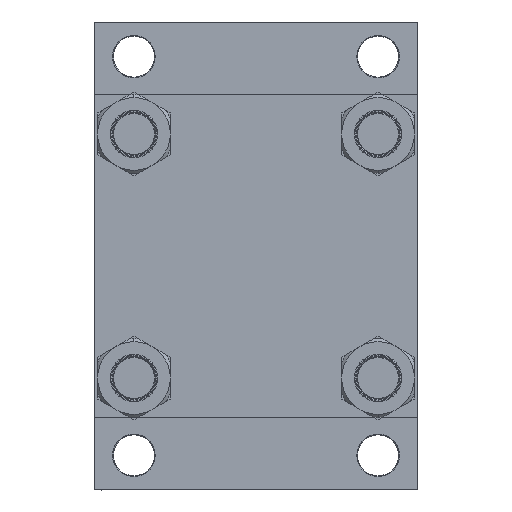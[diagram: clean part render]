
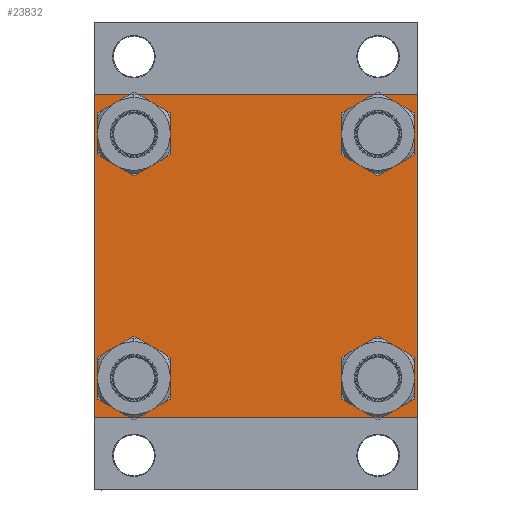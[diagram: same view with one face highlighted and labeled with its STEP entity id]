
A CAD part, left-side view. The second image highlights one B-rep face of the part: STEP entity #23832.
In plain terms, the highlighted planar face has unit normal (-1, 0, 0).
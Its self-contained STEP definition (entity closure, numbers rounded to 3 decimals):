
#296 = EDGE_CURVE ( 'NONE', #19218, #20674, #4066, .T. ) ;
#441 = CARTESIAN_POINT ( 'NONE',  ( 0., -102.25, 102.25 ) ) ;
#546 = CARTESIAN_POINT ( 'NONE',  ( 0., 77.45, -63.45 ) ) ;
#746 = CARTESIAN_POINT ( 'NONE',  ( 0., 102.5, -102. ) ) ;
#1749 = DIRECTION ( 'NONE',  ( 1., 0., 0. ) ) ;
#1784 = CARTESIAN_POINT ( 'NONE',  ( 0., 102.25, -102.25 ) ) ;
#2483 = LINE ( 'NONE', #6105, #26832 ) ;
#2991 = CARTESIAN_POINT ( 'NONE',  ( 0., 102.5, 102. ) ) ;
#4027 = ORIENTED_EDGE ( 'NONE', *, *, #12764, .T. ) ;
#4066 = LINE ( 'NONE', #441, #16662 ) ;
#4141 = DIRECTION ( 'NONE',  ( 0., -1., 0. ) ) ;
#4261 = EDGE_CURVE ( 'NONE', #19218, #26229, #2483, .T. ) ;
#4410 = VECTOR ( 'NONE', #31735, 1000. ) ;
#4812 = ORIENTED_EDGE ( 'NONE', *, *, #41942, .T. ) ;
#5131 = DIRECTION ( 'NONE',  ( 0., 0., 1. ) ) ;
#5381 = CIRCLE ( 'NONE', #22339, 14. ) ;
#5723 = CARTESIAN_POINT ( 'NONE',  ( 0., -77.45, 91.45 ) ) ;
#6083 = CARTESIAN_POINT ( 'NONE',  ( 0., -77.45, -77.45 ) ) ;
#6095 = FACE_BOUND ( 'NONE', #44440, .T. ) ;
#6101 = DIRECTION ( 'NONE',  ( 0., 0., 1. ) ) ;
#6105 = CARTESIAN_POINT ( 'NONE',  ( 0., -102.5, 102.5 ) ) ;
#6165 = CARTESIAN_POINT ( 'NONE',  ( 0., -77.45, 77.45 ) ) ;
#6261 = ORIENTED_EDGE ( 'NONE', *, *, #38843, .T. ) ;
#7863 = CARTESIAN_POINT ( 'NONE',  ( 0., -102.25, -102.25 ) ) ;
#8078 = DIRECTION ( 'NONE',  ( 1., 0., 0. ) ) ;
#8099 = CIRCLE ( 'NONE', #35139, 14. ) ;
#8927 = EDGE_LOOP ( 'NONE', ( #27018, #27350 ) ) ;
#9083 = DIRECTION ( 'NONE',  ( 1., 0., 0. ) ) ;
#10430 = FACE_OUTER_BOUND ( 'NONE', #16447, .T. ) ;
#10522 = CIRCLE ( 'NONE', #37545, 14. ) ;
#11029 = DIRECTION ( 'NONE',  ( 0., 0., 1. ) ) ;
#11391 = ORIENTED_EDGE ( 'NONE', *, *, #38580, .T. ) ;
#11627 = CARTESIAN_POINT ( 'NONE',  ( 0., 77.45, 63.45 ) ) ;
#11644 = LINE ( 'NONE', #30491, #21272 ) ;
#11682 = CARTESIAN_POINT ( 'NONE',  ( 0., 102.5, 102.5 ) ) ;
#12138 = EDGE_CURVE ( 'NONE', #19482, #20674, #44815, .T. ) ;
#12764 = EDGE_CURVE ( 'NONE', #36615, #26229, #26253, .T. ) ;
#13115 = AXIS2_PLACEMENT_3D ( 'NONE', #27833, #41618, #27588 ) ;
#13529 = CARTESIAN_POINT ( 'NONE',  ( 0., -77.45, -63.45 ) ) ;
#13693 = ORIENTED_EDGE ( 'NONE', *, *, #24909, .T. ) ;
#14062 = FACE_BOUND ( 'NONE', #31460, .T. ) ;
#14133 = EDGE_LOOP ( 'NONE', ( #11391, #46510 ) ) ;
#14777 = DIRECTION ( 'NONE',  ( 0., 0.707, -0.707 ) ) ;
#15218 = CARTESIAN_POINT ( 'NONE',  ( 0., 102., 102.5 ) ) ;
#16026 = VERTEX_POINT ( 'NONE', #27327 ) ;
#16202 = ORIENTED_EDGE ( 'NONE', *, *, #12138, .F. ) ;
#16290 = ORIENTED_EDGE ( 'NONE', *, *, #296, .T. ) ;
#16447 = EDGE_LOOP ( 'NONE', ( #31774, #20684, #13693, #4027, #22564, #16290, #16202, #4812 ) ) ;
#16662 = VECTOR ( 'NONE', #26317, 1000. ) ;
#16964 = FACE_BOUND ( 'NONE', #8927, .T. ) ;
#18039 = EDGE_CURVE ( 'NONE', #19909, #30648, #41940, .T. ) ;
#18505 = VECTOR ( 'NONE', #14777, 1000. ) ;
#19019 = VERTEX_POINT ( 'NONE', #2991 ) ;
#19138 = AXIS2_PLACEMENT_3D ( 'NONE', #47347, #29921, #44187 ) ;
#19218 = VERTEX_POINT ( 'NONE', #45758 ) ;
#19482 = VERTEX_POINT ( 'NONE', #15218 ) ;
#19673 = DIRECTION ( 'NONE',  ( 0., 0., 1. ) ) ;
#19909 = VERTEX_POINT ( 'NONE', #546 ) ;
#20483 = VERTEX_POINT ( 'NONE', #5723 ) ;
#20674 = VERTEX_POINT ( 'NONE', #47078 ) ;
#20684 = ORIENTED_EDGE ( 'NONE', *, *, #34683, .T. ) ;
#20834 = CARTESIAN_POINT ( 'NONE',  ( 0., 0., 0. ) ) ;
#21060 = AXIS2_PLACEMENT_3D ( 'NONE', #46047, #8078, #19673 ) ;
#21272 = VECTOR ( 'NONE', #4141, 1000. ) ;
#21306 = CARTESIAN_POINT ( 'NONE',  ( 0., 77.45, 77.45 ) ) ;
#21648 = CIRCLE ( 'NONE', #34026, 14. ) ;
#22339 = AXIS2_PLACEMENT_3D ( 'NONE', #21306, #31975, #6101 ) ;
#22372 = CIRCLE ( 'NONE', #13115, 14. ) ;
#22564 = ORIENTED_EDGE ( 'NONE', *, *, #4261, .F. ) ;
#23318 = EDGE_CURVE ( 'NONE', #44432, #24136, #32065, .T. ) ;
#23514 = CARTESIAN_POINT ( 'NONE',  ( 0., -77.45, 63.45 ) ) ;
#23832 = ADVANCED_FACE ( 'NONE', ( #16964, #6095, #14062, #29058, #10430 ), #24700, .T. ) ;
#24136 = VERTEX_POINT ( 'NONE', #40309 ) ;
#24353 = EDGE_CURVE ( 'NONE', #20483, #24669, #8099, .T. ) ;
#24367 = ORIENTED_EDGE ( 'NONE', *, *, #44439, .T. ) ;
#24554 = VECTOR ( 'NONE', #43363, 1000. ) ;
#24669 = VERTEX_POINT ( 'NONE', #23514 ) ;
#24700 = PLANE ( 'NONE',  #27412 ) ;
#24909 = EDGE_CURVE ( 'NONE', #16026, #36615, #11644, .T. ) ;
#25659 = CARTESIAN_POINT ( 'NONE',  ( 0., 102.25, 102.25 ) ) ;
#26229 = VERTEX_POINT ( 'NONE', #37528 ) ;
#26253 = LINE ( 'NONE', #7863, #37805 ) ;
#26317 = DIRECTION ( 'NONE',  ( 0., 0.707, 0.707 ) ) ;
#26832 = VECTOR ( 'NONE', #46738, 1000. ) ;
#27018 = ORIENTED_EDGE ( 'NONE', *, *, #24353, .T. ) ;
#27092 = DIRECTION ( 'NONE',  ( 0., 0., 1. ) ) ;
#27115 = EDGE_CURVE ( 'NONE', #41140, #28607, #10522, .T. ) ;
#27327 = CARTESIAN_POINT ( 'NONE',  ( 0., 102., -102.5 ) ) ;
#27350 = ORIENTED_EDGE ( 'NONE', *, *, #35062, .T. ) ;
#27412 = AXIS2_PLACEMENT_3D ( 'NONE', #20834, #31969, #32452 ) ;
#27588 = DIRECTION ( 'NONE',  ( 0., 0., 1. ) ) ;
#27833 = CARTESIAN_POINT ( 'NONE',  ( 0., -77.45, -77.45 ) ) ;
#27877 = LINE ( 'NONE', #39928, #4410 ) ;
#28607 = VERTEX_POINT ( 'NONE', #30662 ) ;
#29058 = FACE_BOUND ( 'NONE', #14133, .T. ) ;
#29181 = CARTESIAN_POINT ( 'NONE',  ( 0., 77.45, 77.45 ) ) ;
#29921 = DIRECTION ( 'NONE',  ( 1., 0., 0. ) ) ;
#30491 = CARTESIAN_POINT ( 'NONE',  ( 0., 102.5, -102.5 ) ) ;
#30648 = VERTEX_POINT ( 'NONE', #31288 ) ;
#30662 = CARTESIAN_POINT ( 'NONE',  ( 0., -77.45, -91.45 ) ) ;
#31288 = CARTESIAN_POINT ( 'NONE',  ( 0., 77.45, -91.45 ) ) ;
#31460 = EDGE_LOOP ( 'NONE', ( #46458, #24367 ) ) ;
#31735 = DIRECTION ( 'NONE',  ( 0., 0., -1. ) ) ;
#31774 = ORIENTED_EDGE ( 'NONE', *, *, #33284, .T. ) ;
#31969 = DIRECTION ( 'NONE',  ( -1., 0., 0. ) ) ;
#31975 = DIRECTION ( 'NONE',  ( 1., 0., 0. ) ) ;
#32065 = CIRCLE ( 'NONE', #36679, 14. ) ;
#32452 = DIRECTION ( 'NONE',  ( 0., 0., 1. ) ) ;
#33284 = EDGE_CURVE ( 'NONE', #19019, #37958, #27877, .T. ) ;
#34026 = AXIS2_PLACEMENT_3D ( 'NONE', #40891, #45226, #27092 ) ;
#34683 = EDGE_CURVE ( 'NONE', #37958, #16026, #34915, .T. ) ;
#34915 = LINE ( 'NONE', #1784, #24554 ) ;
#35062 = EDGE_CURVE ( 'NONE', #24669, #20483, #40004, .T. ) ;
#35139 = AXIS2_PLACEMENT_3D ( 'NONE', #6165, #9083, #35657 ) ;
#35657 = DIRECTION ( 'NONE',  ( 0., 0., 1. ) ) ;
#36615 = VERTEX_POINT ( 'NONE', #42787 ) ;
#36679 = AXIS2_PLACEMENT_3D ( 'NONE', #29181, #39588, #11029 ) ;
#37257 = LINE ( 'NONE', #25659, #18505 ) ;
#37528 = CARTESIAN_POINT ( 'NONE',  ( 0., -102.5, -102. ) ) ;
#37545 = AXIS2_PLACEMENT_3D ( 'NONE', #6083, #1749, #5131 ) ;
#37805 = VECTOR ( 'NONE', #40525, 1000. ) ;
#37958 = VERTEX_POINT ( 'NONE', #746 ) ;
#38580 = EDGE_CURVE ( 'NONE', #24136, #44432, #5381, .T. ) ;
#38843 = EDGE_CURVE ( 'NONE', #28607, #41140, #22372, .T. ) ;
#39588 = DIRECTION ( 'NONE',  ( 1., 0., 0. ) ) ;
#39928 = CARTESIAN_POINT ( 'NONE',  ( 0., 102.5, 102.5 ) ) ;
#40004 = CIRCLE ( 'NONE', #19138, 14. ) ;
#40309 = CARTESIAN_POINT ( 'NONE',  ( 0., 77.45, 91.45 ) ) ;
#40525 = DIRECTION ( 'NONE',  ( 0., -0.707, 0.707 ) ) ;
#40891 = CARTESIAN_POINT ( 'NONE',  ( 0., 77.45, -77.45 ) ) ;
#41140 = VERTEX_POINT ( 'NONE', #13529 ) ;
#41618 = DIRECTION ( 'NONE',  ( 1., 0., 0. ) ) ;
#41659 = DIRECTION ( 'NONE',  ( 0., -1., 0. ) ) ;
#41940 = CIRCLE ( 'NONE', #21060, 14. ) ;
#41942 = EDGE_CURVE ( 'NONE', #19482, #19019, #37257, .T. ) ;
#42787 = CARTESIAN_POINT ( 'NONE',  ( 0., -102., -102.5 ) ) ;
#43363 = DIRECTION ( 'NONE',  ( 0., -0.707, -0.707 ) ) ;
#44187 = DIRECTION ( 'NONE',  ( 0., 0., 1. ) ) ;
#44432 = VERTEX_POINT ( 'NONE', #11627 ) ;
#44439 = EDGE_CURVE ( 'NONE', #30648, #19909, #21648, .T. ) ;
#44440 = EDGE_LOOP ( 'NONE', ( #46638, #6261 ) ) ;
#44815 = LINE ( 'NONE', #11682, #47823 ) ;
#45226 = DIRECTION ( 'NONE',  ( 1., 0., 0. ) ) ;
#45758 = CARTESIAN_POINT ( 'NONE',  ( 0., -102.5, 102. ) ) ;
#46047 = CARTESIAN_POINT ( 'NONE',  ( 0., 77.45, -77.45 ) ) ;
#46458 = ORIENTED_EDGE ( 'NONE', *, *, #18039, .T. ) ;
#46510 = ORIENTED_EDGE ( 'NONE', *, *, #23318, .T. ) ;
#46638 = ORIENTED_EDGE ( 'NONE', *, *, #27115, .T. ) ;
#46738 = DIRECTION ( 'NONE',  ( 0., 0., -1. ) ) ;
#47078 = CARTESIAN_POINT ( 'NONE',  ( 0., -102., 102.5 ) ) ;
#47347 = CARTESIAN_POINT ( 'NONE',  ( 0., -77.45, 77.45 ) ) ;
#47823 = VECTOR ( 'NONE', #41659, 1000. ) ;
